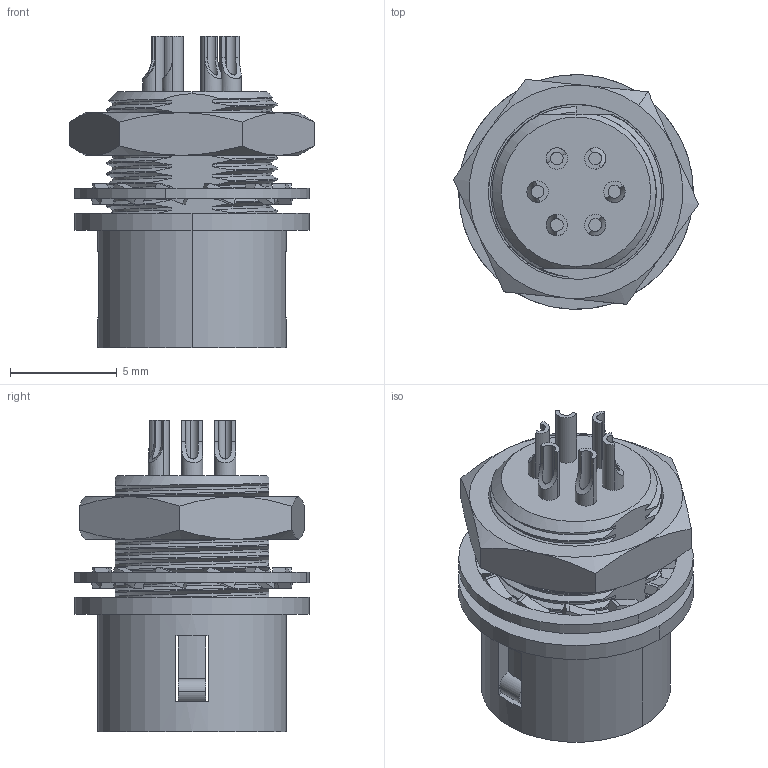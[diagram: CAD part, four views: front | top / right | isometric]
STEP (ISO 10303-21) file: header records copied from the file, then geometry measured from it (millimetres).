
FILE_DESCRIPTION (( 'STEP AP203' ), '1' );
FILE_NAME ('FAPFAS01-06P101W000.STEP', '2025-11-18T02:54:14', ( '' ), ( '' ), 'SwSTEP 2.0', 'SolidWorks 2021', '' );
FILE_SCHEMA (( 'CONFIG_CONTROL_DESIGN' ));
Length unit declared in the file: millimetre
Products named in the file (1): FAPFAS01-06P101W000
Bounding box: 11.49 x 11 x 14.6 mm (x, y, z)
Volume: 505.7 mm3; surface area: 1178.6 mm2
Topology: 3 solids, 3 shells, 431 faces, 1125 edges, 716 vertices
Faces by surface type: cylinder 171, plane 156, bspline 67, cone 25, torus 12
Entity records: 31813 total; most frequent: CARTESIAN_POINT 22136, ORIENTED_EDGE 2250, DIRECTION 1800, EDGE_CURVE 1125, VERTEX_POINT 716, AXIS2_PLACEMENT_3D 705, EDGE_LOOP 463, FACE_OUTER_BOUND 431
